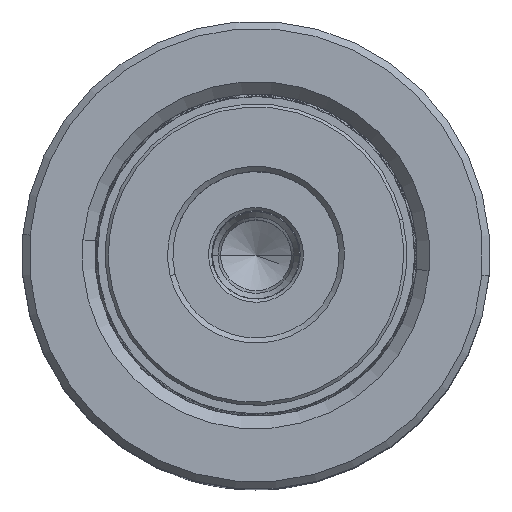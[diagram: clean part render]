
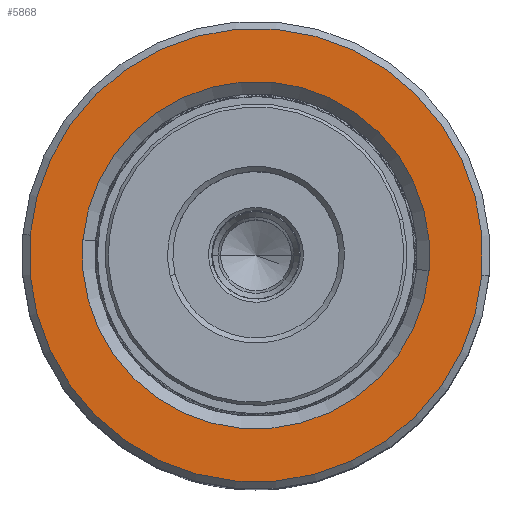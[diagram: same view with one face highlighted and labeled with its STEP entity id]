
A CAD part, top view. The second image highlights one B-rep face of the part: STEP entity #5868.
In plain terms, the highlighted planar face has unit normal (0, 0, 1).
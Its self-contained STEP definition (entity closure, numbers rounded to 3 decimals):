
#979 = EDGE_LOOP ( 'NONE', ( #10828, #20839 ) ) ;
#998 = EDGE_CURVE ( 'NONE', #25052, #5810, #23354, .T. ) ;
#2325 = FACE_BOUND ( 'NONE', #979, .T. ) ;
#3498 = AXIS2_PLACEMENT_3D ( 'NONE', #26833, #41048, #34758 ) ;
#4185 = VERTEX_POINT ( 'NONE', #41091 ) ;
#5098 = CARTESIAN_POINT ( 'NONE',  ( 0., 0., 50. ) ) ;
#5810 = VERTEX_POINT ( 'NONE', #7671 ) ;
#5868 = ADVANCED_FACE ( 'NONE', ( #6033, #2325 ), #33961, .T. ) ;
#6033 = FACE_OUTER_BOUND ( 'NONE', #10210, .T. ) ;
#7671 = CARTESIAN_POINT ( 'NONE',  ( 21.8, 0., 50. ) ) ;
#7751 = AXIS2_PLACEMENT_3D ( 'NONE', #17949, #7944, #43519 ) ;
#7944 = DIRECTION ( 'NONE',  ( 0., 0., 1. ) ) ;
#9949 = DIRECTION ( 'NONE',  ( 1., 0., 0. ) ) ;
#10210 = EDGE_LOOP ( 'NONE', ( #45526, #31479 ) ) ;
#10250 = CIRCLE ( 'NONE', #38469, 21.8 ) ;
#10828 = ORIENTED_EDGE ( 'NONE', *, *, #13302, .T. ) ;
#11276 = DIRECTION ( 'NONE',  ( 1., 0., 0. ) ) ;
#13302 = EDGE_CURVE ( 'NONE', #45460, #4185, #33237, .T. ) ;
#14189 = CARTESIAN_POINT ( 'NONE',  ( -21.8, 0., 50. ) ) ;
#15223 = DIRECTION ( 'NONE',  ( 0., 0., -1. ) ) ;
#17949 = CARTESIAN_POINT ( 'NONE',  ( 0., 0., 50. ) ) ;
#20839 = ORIENTED_EDGE ( 'NONE', *, *, #43424, .T. ) ;
#23354 = CIRCLE ( 'NONE', #7751, 21.8 ) ;
#25052 = VERTEX_POINT ( 'NONE', #14189 ) ;
#25351 = CARTESIAN_POINT ( 'NONE',  ( 16.7, 0., 50. ) ) ;
#26833 = CARTESIAN_POINT ( 'NONE',  ( 0., 0., 50. ) ) ;
#28100 = EDGE_CURVE ( 'NONE', #5810, #25052, #10250, .T. ) ;
#28944 = CARTESIAN_POINT ( 'NONE',  ( 0., 0., 50. ) ) ;
#30225 = DIRECTION ( 'NONE',  ( 0., 0., 1. ) ) ;
#30890 = CARTESIAN_POINT ( 'NONE',  ( 0., 0., 50. ) ) ;
#31479 = ORIENTED_EDGE ( 'NONE', *, *, #28100, .T. ) ;
#33237 = CIRCLE ( 'NONE', #3498, 16.7 ) ;
#33354 = AXIS2_PLACEMENT_3D ( 'NONE', #5098, #30225, #33721 ) ;
#33721 = DIRECTION ( 'NONE',  ( 1., 0., 0. ) ) ;
#33961 = PLANE ( 'NONE',  #33354 ) ;
#34758 = DIRECTION ( 'NONE',  ( 1., 0., 0. ) ) ;
#36485 = CIRCLE ( 'NONE', #40190, 16.7 ) ;
#38469 = AXIS2_PLACEMENT_3D ( 'NONE', #30890, #45257, #9949 ) ;
#40190 = AXIS2_PLACEMENT_3D ( 'NONE', #28944, #15223, #11276 ) ;
#41048 = DIRECTION ( 'NONE',  ( 0., 0., -1. ) ) ;
#41091 = CARTESIAN_POINT ( 'NONE',  ( -16.7, 0., 50. ) ) ;
#43424 = EDGE_CURVE ( 'NONE', #4185, #45460, #36485, .T. ) ;
#43519 = DIRECTION ( 'NONE',  ( 1., 0., 0. ) ) ;
#45257 = DIRECTION ( 'NONE',  ( 0., 0., 1. ) ) ;
#45460 = VERTEX_POINT ( 'NONE', #25351 ) ;
#45526 = ORIENTED_EDGE ( 'NONE', *, *, #998, .T. ) ;
